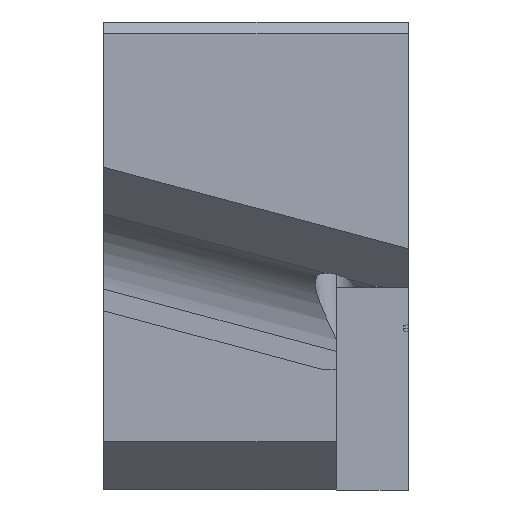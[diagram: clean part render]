
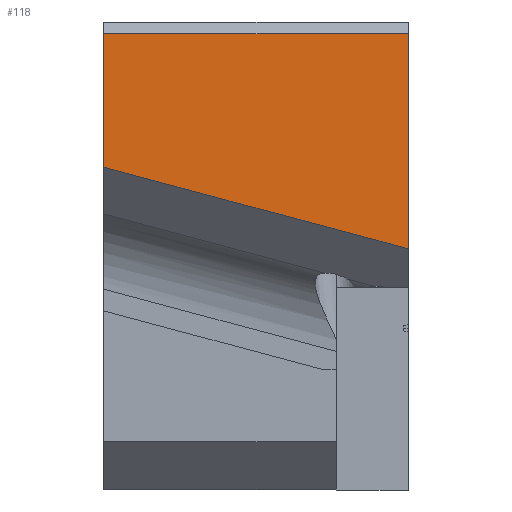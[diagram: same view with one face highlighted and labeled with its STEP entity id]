
A CAD part, left-side view. The second image highlights one B-rep face of the part: STEP entity #118.
In plain terms, the highlighted planar face has unit normal (-1, 0, 0).
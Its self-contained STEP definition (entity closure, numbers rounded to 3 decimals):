
#118 = ADVANCED_FACE ( 'NONE', ( #642 ), #671, .F. ) ;
#283 = DIRECTION ( 'NONE',  ( 0., 1., 0. ) ) ;
#358 = ORIENTED_EDGE ( 'NONE', *, *, #482, .T. ) ;
#436 = ORIENTED_EDGE ( 'NONE', *, *, #2486, .T. ) ;
#482 = EDGE_CURVE ( 'NONE', #750, #1420, #1072, .T. ) ;
#565 = LINE ( 'NONE', #1675, #2492 ) ;
#586 = CARTESIAN_POINT ( 'NONE',  ( -115., 0., -0.5 ) ) ;
#604 = DIRECTION ( 'NONE',  ( 0., 0., -1. ) ) ;
#611 = DIRECTION ( 'NONE',  ( 1., 0., 0. ) ) ;
#632 = LINE ( 'NONE', #1850, #1116 ) ;
#642 = FACE_OUTER_BOUND ( 'NONE', #2159, .T. ) ;
#668 = CARTESIAN_POINT ( 'NONE',  ( -115., 0., 0. ) ) ;
#671 = PLANE ( 'NONE',  #1815 ) ;
#698 = VECTOR ( 'NONE', #283, 1000. ) ;
#750 = VERTEX_POINT ( 'NONE', #1556 ) ;
#767 = LINE ( 'NONE', #1139, #698 ) ;
#1062 = CARTESIAN_POINT ( 'NONE',  ( -115., 12.7, -0.5 ) ) ;
#1072 = LINE ( 'NONE', #1844, #1945 ) ;
#1095 = VERTEX_POINT ( 'NONE', #1062 ) ;
#1116 = VECTOR ( 'NONE', #1158, 1000. ) ;
#1124 = CARTESIAN_POINT ( 'NONE',  ( -115., 12.7, -6.048 ) ) ;
#1139 = CARTESIAN_POINT ( 'NONE',  ( -115., 0., -0.5 ) ) ;
#1158 = DIRECTION ( 'NONE',  ( 0., -0.966, -0.259 ) ) ;
#1420 = VERTEX_POINT ( 'NONE', #586 ) ;
#1451 = ORIENTED_EDGE ( 'NONE', *, *, #2455, .T. ) ;
#1556 = CARTESIAN_POINT ( 'NONE',  ( -115., 0., -9.451 ) ) ;
#1675 = CARTESIAN_POINT ( 'NONE',  ( -115., 12.7, 0. ) ) ;
#1815 = AXIS2_PLACEMENT_3D ( 'NONE', #668, #611, #604 ) ;
#1837 = DIRECTION ( 'NONE',  ( 0., 0., 1. ) ) ;
#1844 = CARTESIAN_POINT ( 'NONE',  ( -115., 0., 0. ) ) ;
#1850 = CARTESIAN_POINT ( 'NONE',  ( -115., 2.363, -8.818 ) ) ;
#1890 = ORIENTED_EDGE ( 'NONE', *, *, #2483, .T. ) ;
#1945 = VECTOR ( 'NONE', #1837, 1000. ) ;
#2020 = DIRECTION ( 'NONE',  ( 0., 0., -1. ) ) ;
#2159 = EDGE_LOOP ( 'NONE', ( #358, #1451, #1890, #436 ) ) ;
#2424 = VERTEX_POINT ( 'NONE', #1124 ) ;
#2455 = EDGE_CURVE ( 'NONE', #1420, #1095, #767, .T. ) ;
#2483 = EDGE_CURVE ( 'NONE', #1095, #2424, #565, .T. ) ;
#2486 = EDGE_CURVE ( 'NONE', #2424, #750, #632, .T. ) ;
#2492 = VECTOR ( 'NONE', #2020, 1000. ) ;
